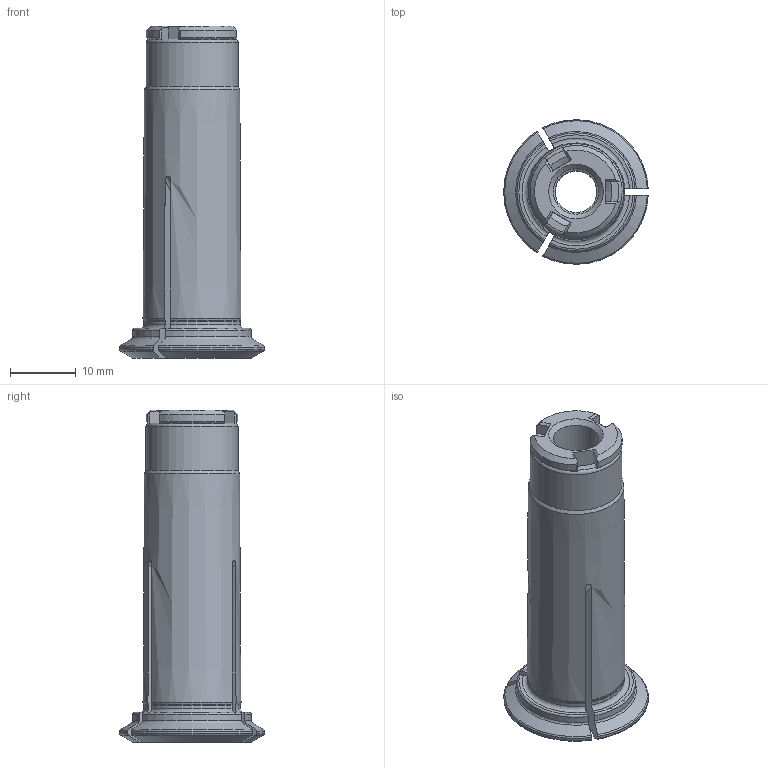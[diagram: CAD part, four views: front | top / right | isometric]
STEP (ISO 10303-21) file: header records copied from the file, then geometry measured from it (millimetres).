
FILE_DESCRIPTION(/* description */ (''),/* implementation_level */ '2;1');
FILE_NAME(/* name */ '171506358.stp',/* time_stamp */ '2021-01-08T12:14:39',/* author */ ('LRA'),/* organization */ ('REGO-FIX'),/* preprocessor_version */ ' Unknown',/* originating_system */ 'SIEMENS PLM Software Solid Edge ST10',/* authorization */ 'Unknown');
FILE_SCHEMA (('AUTOMOTIVE_DESIGN { 1 0 10303 214 2 1 1}'));
Length unit declared in the file: millimetre
Products named in the file (1): 0016430
Bounding box: 21.99 x 21.99 x 50.5 mm (x, y, z)
Volume: 500.5 mm3; surface area: 5266.4 mm2
Topology: 1 solids, 2 shells, 120 faces, 352 edges, 233 vertices
Faces by surface type: plane 38, cylinder 30, cone 27, torus 25
Full cylindrical faces by diameter (mm): 6.35 x1, 6.917 x1, 8.5 x1, 10.917 x1, 12.2 x1, 14 x1
Entity records: 4923 total; most frequent: CARTESIAN_POINT 1083, ORIENTED_EDGE 662, DIRECTION 556, EDGE_CURVE 331, VERTEX_POINT 226, AXIS2_PLACEMENT_3D 218, EDGE_LOOP 141, FACE_BOUND 141
